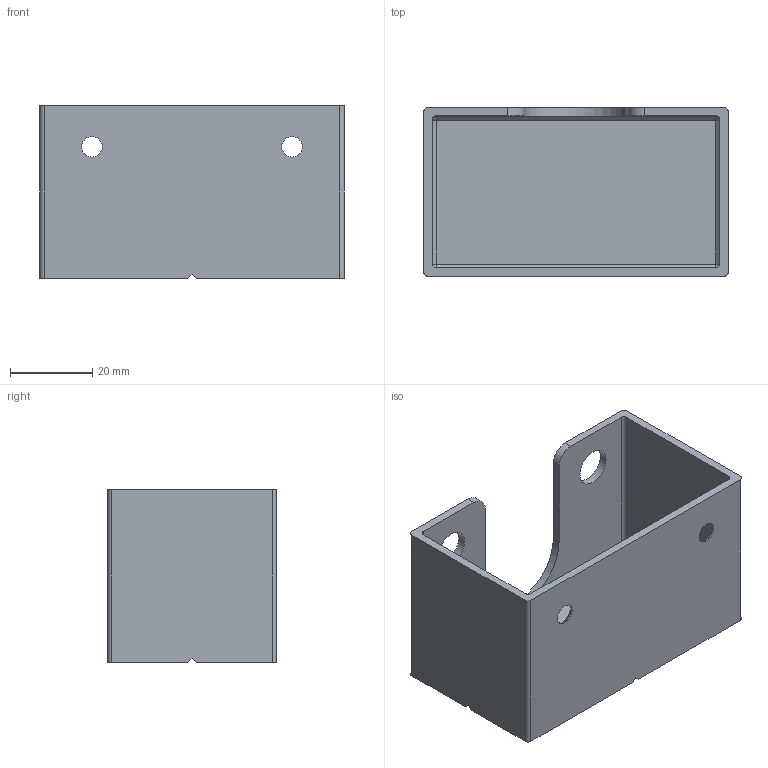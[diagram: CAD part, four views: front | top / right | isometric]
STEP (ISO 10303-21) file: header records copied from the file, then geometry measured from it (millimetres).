
FILE_DESCRIPTION(/* description */ (''),/* implementation_level */ '2;1');
FILE_NAME(/* name */ 'Nutdriver Holder.step',/* time_stamp */ '2025-11-13T14:39:35-06:00',/* author */ (''),/* organization */ (''),/* preprocessor_version */ 'ST-DEVELOPER v20.1',/* originating_system */ 'Autodesk Translation Framework v14.17.0.0',/* authorisation */ '');
FILE_SCHEMA (('AUTOMOTIVE_DESIGN { 1 0 10303 214 3 1 1 }'));
Length unit declared in the file: millimetre
Products named in the file (1): (Unsaved)
Bounding box: 74 x 41 x 42 mm (x, y, z)
Volume: 21568.2 mm3; surface area: 22198.3 mm2
Topology: 1 solids, 1 shells, 50 faces, 128 edges, 76 vertices
Faces by surface type: plane 29, cylinder 15, cone 6
Full cylindrical faces by diameter (mm): 5 x2, 9 x2
Entity records: 1510 total; most frequent: DIRECTION 259, CARTESIAN_POINT 251, ORIENTED_EDGE 248, EDGE_CURVE 124, LINE 91, VECTOR 91, AXIS2_PLACEMENT_3D 84, VERTEX_POINT 76
